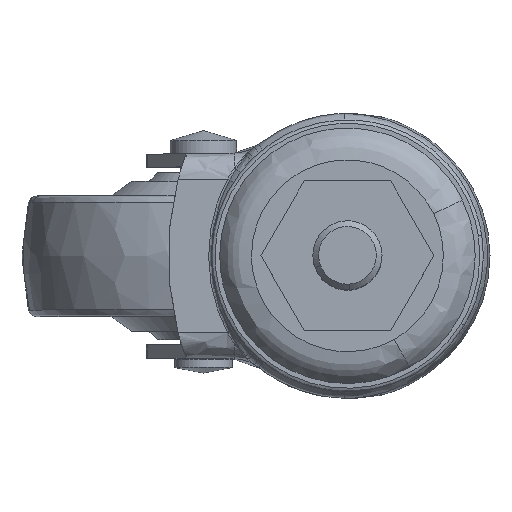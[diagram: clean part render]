
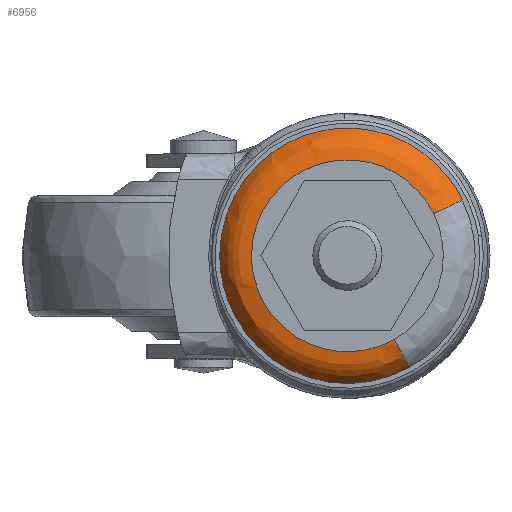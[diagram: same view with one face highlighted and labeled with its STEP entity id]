
A CAD part, top view. The second image highlights one B-rep face of the part: STEP entity #6956.
In plain terms, the highlighted free-form (B-spline) face has degree [2, 2] with [9, 3] control points.
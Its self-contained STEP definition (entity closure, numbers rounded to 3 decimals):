
#6821=CARTESIAN_POINT('',(7.963,-14.249,-2.008));
#6822=CARTESIAN_POINT('',(7.555,-14.477,-2.008));
#6823=CARTESIAN_POINT('',(7.135,-14.681,-2.008));
#6824=CARTESIAN_POINT('',(-7.546,-21.816,-2.008));
#6825=CARTESIAN_POINT('',(-14.681,-7.135,-2.008));
#6826=CARTESIAN_POINT('',(-21.816,7.546,-2.008));
#6827=CARTESIAN_POINT('',(-7.135,14.681,-2.008));
#6828=CARTESIAN_POINT('',(7.546,21.816,-2.008));
#6829=CARTESIAN_POINT('',(14.681,7.135,-2.008));
#6830=CARTESIAN_POINT('',(10.079,-18.036,-1.778));
#6831=CARTESIAN_POINT('',(9.563,-18.325,-1.778));
#6832=CARTESIAN_POINT('',(9.031,-18.583,-1.778));
#6833=CARTESIAN_POINT('',(-9.552,-27.614,-1.778));
#6834=CARTESIAN_POINT('',(-18.583,-9.031,-1.778));
#6835=CARTESIAN_POINT('',(-27.614,9.552,-1.778));
#6836=CARTESIAN_POINT('',(-9.031,18.583,-1.778));
#6837=CARTESIAN_POINT('',(9.552,27.614,-1.778));
#6838=CARTESIAN_POINT('',(18.583,9.031,-1.778));
#6839=CARTESIAN_POINT('',(10.882,-19.471,-5.8));
#6840=CARTESIAN_POINT('',(10.324,-19.783,-5.8));
#6841=CARTESIAN_POINT('',(9.75,-20.062,-5.8));
#6842=CARTESIAN_POINT('',(-10.312,-29.812,-5.8));
#6843=CARTESIAN_POINT('',(-20.062,-9.75,-5.8));
#6844=CARTESIAN_POINT('',(-29.812,10.312,-5.8));
#6845=CARTESIAN_POINT('',(-9.75,20.062,-5.8));
#6846=CARTESIAN_POINT('',(10.312,29.812,-5.8));
#6847=CARTESIAN_POINT('',(20.062,9.75,-5.8));
#6855=(BOUNDED_SURFACE()B_SPLINE_SURFACE(2,2,((#6821,#6830,#6839),(#6822,#6831,#6840),(#6823,#6832,#6841),(#6824,#6833,#6842),(#6825,#6834,#6843),(#6826,#6835,#6844),(#6827,#6836,#6845),(#6828,#6837,#6846),(#6829,#6838,#6847)),.UNSPECIFIED.,.F.,.F.,.U.)B_SPLINE_SURFACE_WITH_KNOTS((3,2,2,2,3),(3,3),(0.0,1.478,38.436,75.393,112.35),(0.0,7.805),.UNSPECIFIED.)GEOMETRIC_REPRESENTATION_ITEM()RATIONAL_B_SPLINE_SURFACE(((0.903,0.736,0.902),(0.913,0.744,0.912),(0.923,0.753,0.923),(0.653,0.532,0.653),(0.923,0.753,0.923),(0.653,0.532,0.653),(0.923,0.753,0.923),(0.653,0.532,0.653),(0.923,0.753,0.923)))REPRESENTATION_ITEM('')SURFACE());
#6856=CARTESIAN_POINT('',(8.121,-14.532,-2.));
#6857=VERTEX_POINT('',#6856);
#6858=CARTESIAN_POINT('',(-16.647,0.0,-2.));
#6859=VERTEX_POINT('',#6858);
#6860=CARTESIAN_POINT('',(8.121,-14.532,-2.));
#6861=CARTESIAN_POINT('',(4.336,-16.647,-2.));
#6862=CARTESIAN_POINT('',(0.0,-16.647,-2.));
#6863=CARTESIAN_POINT('',(-16.647,-16.647,-2.));
#6864=CARTESIAN_POINT('',(-16.647,0.0,-2.));
#6872=(BOUNDED_CURVE()B_SPLINE_CURVE(2,(#6860,#6861,#6862,#6863,#6864),.UNSPECIFIED.,.F.,.U.)B_SPLINE_CURVE_WITH_KNOTS((3,2,3),(0.667,0.75,1.0),.UNSPECIFIED.)CURVE()GEOMETRIC_REPRESENTATION_ITEM()RATIONAL_B_SPLINE_CURVE((0.87,0.903,1.0,0.707,1.0))REPRESENTATION_ITEM(''));
#6873=EDGE_CURVE('',#6857,#6859,#6872,.T.);
#6874=ORIENTED_EDGE('',*,*,#6873,.T.);
#6875=CARTESIAN_POINT('',(14.972,7.277,-2.));
#6876=VERTEX_POINT('',#6875);
#6877=CARTESIAN_POINT('',(-16.647,0.0,-2.));
#6878=CARTESIAN_POINT('',(-16.647,16.647,-2.));
#6879=CARTESIAN_POINT('',(0.0,16.647,-2.));
#6880=CARTESIAN_POINT('',(10.418,16.647,-2.));
#6881=CARTESIAN_POINT('',(14.972,7.277,-2.));
#6889=(BOUNDED_CURVE()B_SPLINE_CURVE(2,(#6877,#6878,#6879,#6880,#6881),.UNSPECIFIED.,.F.,.U.)B_SPLINE_CURVE_WITH_KNOTS((3,2,3),(0.0,0.25,0.426),.UNSPECIFIED.)CURVE()GEOMETRIC_REPRESENTATION_ITEM()RATIONAL_B_SPLINE_CURVE((1.0,0.707,1.0,0.794,0.878))REPRESENTATION_ITEM(''));
#6890=EDGE_CURVE('',#6859,#6876,#6889,.T.);
#6891=ORIENTED_EDGE('',*,*,#6890,.T.);
#6892=CARTESIAN_POINT('',(19.944,9.693,-5.503));
#6893=VERTEX_POINT('',#6892);
#6894=CARTESIAN_POINT('',(14.972,7.277,-2.));
#6895=CARTESIAN_POINT('',(18.457,8.97,-2.));
#6896=CARTESIAN_POINT('',(19.944,9.693,-5.503));
#6904=(BOUNDED_CURVE()B_SPLINE_CURVE(2,(#6894,#6895,#6896),.UNSPECIFIED.,.F.,.U.)B_SPLINE_CURVE_WITH_KNOTS((3,3),(-1.661,-0.341),.UNSPECIFIED.)CURVE()GEOMETRIC_REPRESENTATION_ITEM()RATIONAL_B_SPLINE_CURVE((0.909,0.767,0.908))REPRESENTATION_ITEM(''));
#6905=EDGE_CURVE('',#6876,#6893,#6904,.T.);
#6906=ORIENTED_EDGE('',*,*,#6905,.T.);
#6907=CARTESIAN_POINT('',(-22.175,0.0,-5.503));
#6908=VERTEX_POINT('',#6907);
#6909=CARTESIAN_POINT('',(-22.175,0.0,-5.503));
#6910=CARTESIAN_POINT('',(-22.175,22.175,-5.503));
#6911=CARTESIAN_POINT('',(0.0,22.175,-5.503));
#6912=CARTESIAN_POINT('',(13.878,22.175,-5.503));
#6913=CARTESIAN_POINT('',(19.944,9.693,-5.503));
#6921=(BOUNDED_CURVE()B_SPLINE_CURVE(2,(#6909,#6910,#6911,#6912,#6913),.UNSPECIFIED.,.F.,.U.)B_SPLINE_CURVE_WITH_KNOTS((3,2,3),(0.0,0.25,0.426),.UNSPECIFIED.)CURVE()GEOMETRIC_REPRESENTATION_ITEM()RATIONAL_B_SPLINE_CURVE((1.0,0.707,1.0,0.794,0.878))REPRESENTATION_ITEM(''));
#6922=EDGE_CURVE('',#6908,#6893,#6921,.T.);
#6923=ORIENTED_EDGE('',*,*,#6922,.F.);
#6924=CARTESIAN_POINT('',(10.818,-19.357,-5.503));
#6925=VERTEX_POINT('',#6924);
#6926=CARTESIAN_POINT('',(10.818,-19.357,-5.503));
#6927=CARTESIAN_POINT('',(5.776,-22.175,-5.503));
#6928=CARTESIAN_POINT('',(0.0,-22.175,-5.503));
#6929=CARTESIAN_POINT('',(-22.175,-22.175,-5.503));
#6930=CARTESIAN_POINT('',(-22.175,0.0,-5.503));
#6938=(BOUNDED_CURVE()B_SPLINE_CURVE(2,(#6926,#6927,#6928,#6929,#6930),.UNSPECIFIED.,.F.,.U.)B_SPLINE_CURVE_WITH_KNOTS((3,2,3),(0.667,0.75,1.0),.UNSPECIFIED.)CURVE()GEOMETRIC_REPRESENTATION_ITEM()RATIONAL_B_SPLINE_CURVE((0.87,0.903,1.0,0.707,1.0))REPRESENTATION_ITEM(''));
#6939=EDGE_CURVE('',#6925,#6908,#6938,.T.);
#6940=ORIENTED_EDGE('',*,*,#6939,.F.);
#6941=CARTESIAN_POINT('',(8.121,-14.532,-2.));
#6942=CARTESIAN_POINT('',(10.011,-17.913,-2.));
#6943=CARTESIAN_POINT('',(10.818,-19.357,-5.503));
#6951=(BOUNDED_CURVE()B_SPLINE_CURVE(2,(#6941,#6942,#6943),.UNSPECIFIED.,.F.,.U.)B_SPLINE_CURVE_WITH_KNOTS((3,3),(-1.661,-0.341),.UNSPECIFIED.)CURVE()GEOMETRIC_REPRESENTATION_ITEM()RATIONAL_B_SPLINE_CURVE((0.888,0.75,0.888))REPRESENTATION_ITEM(''));
#6952=EDGE_CURVE('',#6857,#6925,#6951,.T.);
#6953=ORIENTED_EDGE('',*,*,#6952,.F.);
#6954=EDGE_LOOP('',(#6874,#6891,#6906,#6923,#6940,#6953));
#6955=FACE_OUTER_BOUND('',#6954,.T.);
#6956=ADVANCED_FACE('',(#6955),#6855,.T.);
